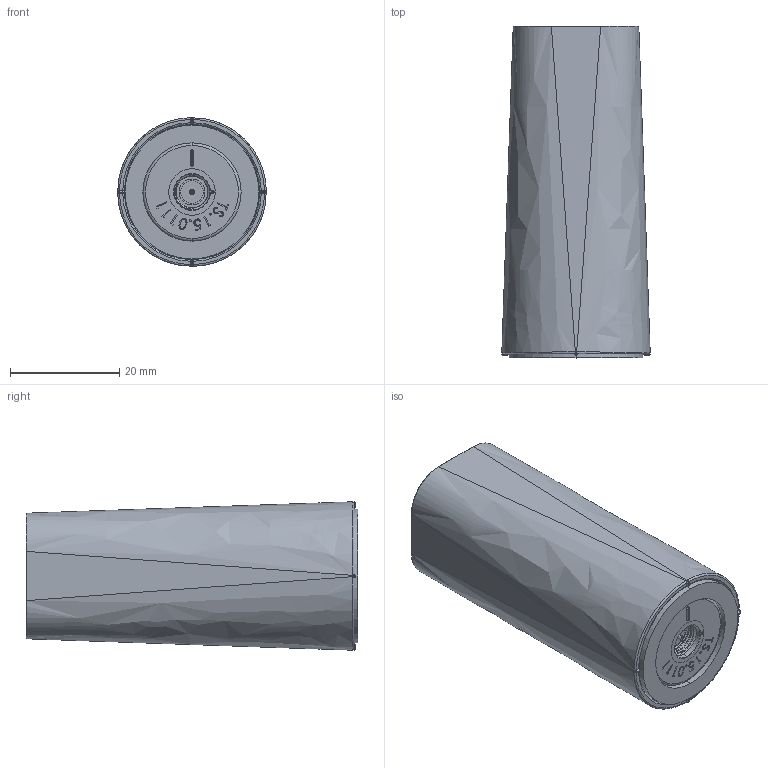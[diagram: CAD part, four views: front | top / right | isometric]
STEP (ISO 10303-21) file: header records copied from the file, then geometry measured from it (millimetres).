
FILE_DESCRIPTION (( 'STEP AP214' ), '1' );
FILE_NAME ('IDW-22-8-0470-TS.15.0111-D06.STEP', '2026-01-22T14:13:31', ( '' ), ( '' ), 'SwSTEP 2.0', 'SolidWorks 2024', '' );
FILE_SCHEMA (( 'AUTOMOTIVE_DESIGN' ));
Length unit declared in the file: inch
Products named in the file (1): IDW-22-8-0470-TS.15.0111-D06
Bounding box: 27.17 x 60.75 x 27.17 mm (x, y, z)
Surface area: 6410.2 mm2 (no closed solid volume)
Topology: 0 solids, 10 shells, 203 faces, 671 edges, 450 vertices
Faces by surface type: bspline 76, cylinder 48, plane 42, sphere 18, torus 10, cone 9
Entity records: 13391 total; most frequent: CARTESIAN_POINT 7647, ORIENTED_EDGE 1027, DIRECTION 766, EDGE_CURVE 664, VERTEX_POINT 450, AXIS2_PLACEMENT_3D 276, EDGE_LOOP 224, B_SPLINE_CURVE_WITH_KNOTS 222
